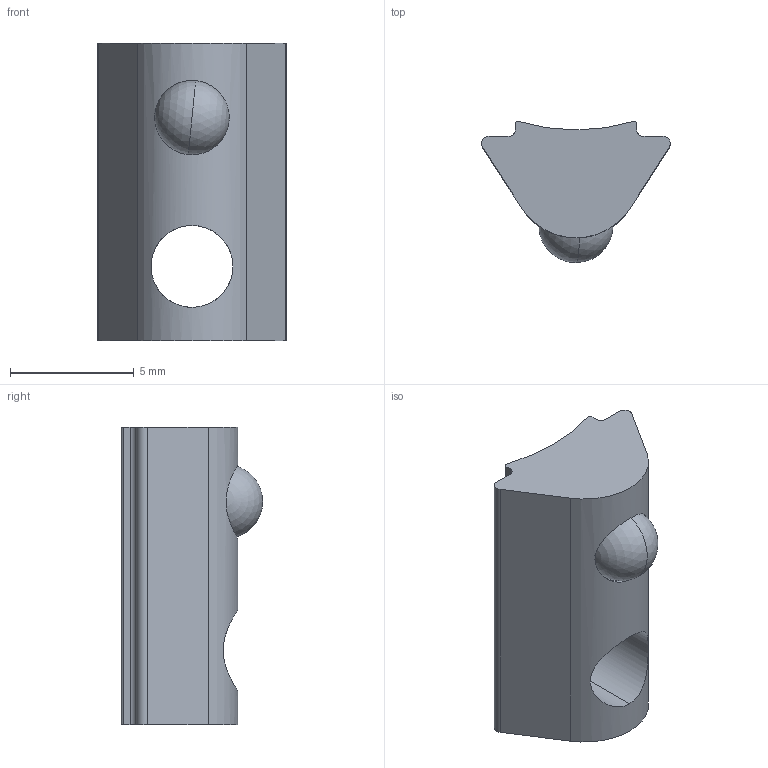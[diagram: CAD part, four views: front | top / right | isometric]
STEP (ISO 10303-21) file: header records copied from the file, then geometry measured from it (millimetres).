
FILE_DESCRIPTION (( 'STEP AP214' ), '1' );
FILE_NAME ('096524.STEP', '2022-09-09T12:01:12', ( '' ), ( '' ), 'SwSTEP 2.0', 'SolidWorks 2022', '' );
FILE_SCHEMA (( 'AUTOMOTIVE_DESIGN' ));
Length unit declared in the file: millimetre
Products named in the file (4): 096524; 340me065_Standard; 340me054_auf block; 096523R  (---4R ---5R)_096524R
Assembly tree (3 placements, depth 2):
  096524
    096523R  (---4R ---5R)_096524R
    340me065_Standard
    340me054_auf block
Bounding box: 7.6 x 5.7 x 12 mm (x, y, z)
Volume: 239.8 mm3; surface area: 398.9 mm2
Topology: 3 solids, 3 shells, 35 faces, 94 edges, 60 vertices
Faces by surface type: cylinder 13, plane 10, torus 4, bspline 4, cone 2, sphere 2
Entity records: 3041 total; most frequent: CARTESIAN_POINT 2019, DIRECTION 191, ORIENTED_EDGE 174, EDGE_CURVE 87, AXIS2_PLACEMENT_3D 79, VERTEX_POINT 57, CIRCLE 42, EDGE_LOOP 40
